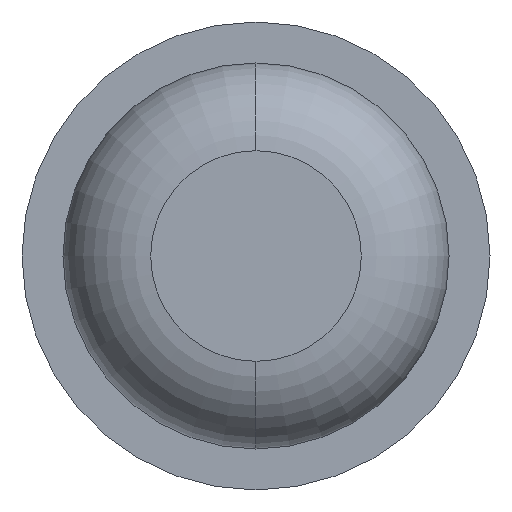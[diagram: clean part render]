
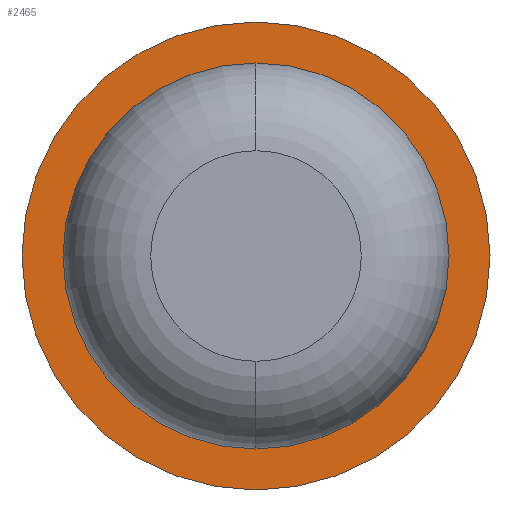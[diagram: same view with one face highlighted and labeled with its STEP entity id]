
A CAD part, front view. The second image highlights one B-rep face of the part: STEP entity #2465.
In plain terms, the highlighted planar face has unit normal (0, -1, 0).
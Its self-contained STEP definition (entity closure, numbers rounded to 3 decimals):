
#96 = CARTESIAN_POINT ( 'NONE',  ( 0., -3., 0. ) ) ;
#273 = VERTEX_POINT ( 'NONE', #4179 ) ;
#312 = DIRECTION ( 'NONE',  ( 0., 1., 0. ) ) ;
#686 = AXIS2_PLACEMENT_3D ( 'NONE', #4576, #312, #3020 ) ;
#820 = ORIENTED_EDGE ( 'NONE', *, *, #1158, .F. ) ;
#889 = DIRECTION ( 'NONE',  ( 0., 1., 0. ) ) ;
#1158 = EDGE_CURVE ( 'Defeature ausgef�hrt1_1+Defeature ausgef�hrt1_2+Defeature ausgef�hrt1_2+Defeature ausgef�hrt1_2', #4129, #4106, #3787, .T. ) ;
#1464 = CARTESIAN_POINT ( 'NONE',  ( 0., -3., 0. ) ) ;
#1852 = DIRECTION ( 'NONE',  ( 0., 1., 0. ) ) ;
#1991 = DIRECTION ( 'NONE',  ( -1., 0., 0. ) ) ;
#2040 = EDGE_LOOP ( 'NONE', ( #2933, #4196 ) ) ;
#2150 = AXIS2_PLACEMENT_3D ( 'NONE', #4515, #2987, #4875 ) ;
#2392 = CIRCLE ( 'NONE', #3437, 1. ) ;
#2446 = DIRECTION ( 'NONE',  ( -1., 0., 0. ) ) ;
#2465 = ADVANCED_FACE ( 'Defeature ausgef�hrt1_2', ( #2636, #4574 ), #4888, .F. ) ;
#2636 = FACE_OUTER_BOUND ( 'NONE', #3387, .T. ) ;
#2892 = CARTESIAN_POINT ( 'NONE',  ( 1., -3., 0. ) ) ;
#2933 = ORIENTED_EDGE ( 'NONE', *, *, #4862, .T. ) ;
#2987 = DIRECTION ( 'NONE',  ( 0., 1., 0. ) ) ;
#3020 = DIRECTION ( 'NONE',  ( -1., 0., 0. ) ) ;
#3065 = EDGE_CURVE ( 'Defeature ausgef�hrt1_1+Defeature ausgef�hrt1_2+Defeature ausgef�hrt1_2+Defeature ausgef�hrt1_2', #4106, #4129, #2392, .T. ) ;
#3387 = EDGE_LOOP ( 'NONE', ( #820, #3800 ) ) ;
#3437 = AXIS2_PLACEMENT_3D ( 'NONE', #3551, #889, #2446 ) ;
#3551 = CARTESIAN_POINT ( 'NONE',  ( 0., -3., 0. ) ) ;
#3722 = CIRCLE ( 'NONE', #4607, 0.825 ) ;
#3787 = CIRCLE ( 'NONE', #4202, 1. ) ;
#3800 = ORIENTED_EDGE ( 'NONE', *, *, #3065, .F. ) ;
#3863 = DIRECTION ( 'NONE',  ( 0., 1., 0. ) ) ;
#4000 = VERTEX_POINT ( 'NONE', #4491 ) ;
#4106 = VERTEX_POINT ( 'NONE', #2892 ) ;
#4129 = VERTEX_POINT ( 'NONE', #4967 ) ;
#4134 = DIRECTION ( 'NONE',  ( -1., 0., 0. ) ) ;
#4150 = EDGE_CURVE ( 'Defeature ausgef�hrt1_2+Defeature ausgef�hrt1_4+Defeature ausgef�hrt1_4+Defeature ausgef�hrt1_4', #4000, #273, #4509, .T. ) ;
#4179 = CARTESIAN_POINT ( 'NONE',  ( 0., -3., 0.825 ) ) ;
#4196 = ORIENTED_EDGE ( 'NONE', *, *, #4150, .T. ) ;
#4202 = AXIS2_PLACEMENT_3D ( 'NONE', #96, #3863, #1991 ) ;
#4491 = CARTESIAN_POINT ( 'NONE',  ( 0., -3., -0.825 ) ) ;
#4509 = CIRCLE ( 'NONE', #686, 0.825 ) ;
#4515 = CARTESIAN_POINT ( 'NONE',  ( 0.825, -3., 0. ) ) ;
#4574 = FACE_BOUND ( 'NONE', #2040, .T. ) ;
#4576 = CARTESIAN_POINT ( 'NONE',  ( 0., -3., 0. ) ) ;
#4607 = AXIS2_PLACEMENT_3D ( 'NONE', #1464, #1852, #4134 ) ;
#4862 = EDGE_CURVE ( 'Defeature ausgef�hrt1_2+Defeature ausgef�hrt1_4+Defeature ausgef�hrt1_4+Defeature ausgef�hrt1_4', #273, #4000, #3722, .T. ) ;
#4875 = DIRECTION ( 'NONE',  ( -1., 0., 0. ) ) ;
#4888 = PLANE ( 'NONE',  #2150 ) ;
#4967 = CARTESIAN_POINT ( 'NONE',  ( -1., -3., 0. ) ) ;
